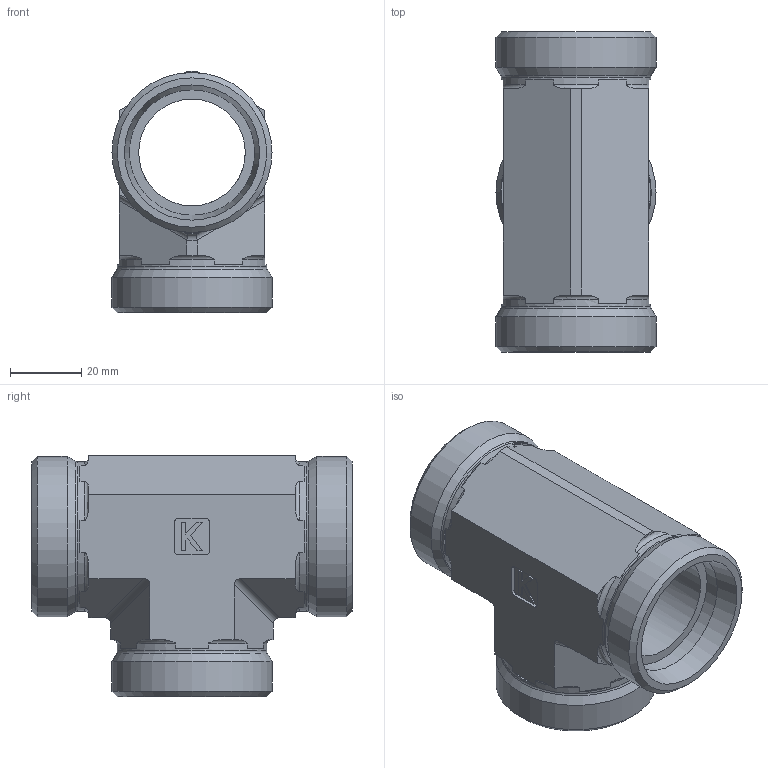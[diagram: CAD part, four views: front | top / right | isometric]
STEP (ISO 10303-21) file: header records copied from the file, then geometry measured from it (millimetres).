
FILE_DESCRIPTION((''),'2;1');
FILE_NAME('371354545.stp','2014-08-13T15:35:12',(''),('KNOMI spol. s r. o.'),'Autodesk Inventor 2012','Autodesk Inventor 2012','');
FILE_SCHEMA(('AUTOMOTIVE_DESIGN { 1 2 10303 214 0 1 1 1 }'));
Length unit declared in the file: millimetre
Products named in the file (1): TS2 35L   3xM45x2
Bounding box: 45 x 90 x 67.81 mm (x, y, z)
Volume: 76131.3 mm3; surface area: 28813 mm2
Topology: 1 solids, 1 shells, 128 faces, 358 edges, 236 vertices
Faces by surface type: plane 77, cylinder 21, torus 21, cone 9
Full cylindrical faces by diameter (mm): 30 x2, 35.25 x3, 42 x3, 45 x3
Entity records: 4264 total; most frequent: CARTESIAN_POINT 1073, DIRECTION 652, ORIENTED_EDGE 646, EDGE_CURVE 323, AXIS2_PLACEMENT_3D 236, VERTEX_POINT 225, VECTOR 180, LINE 180
